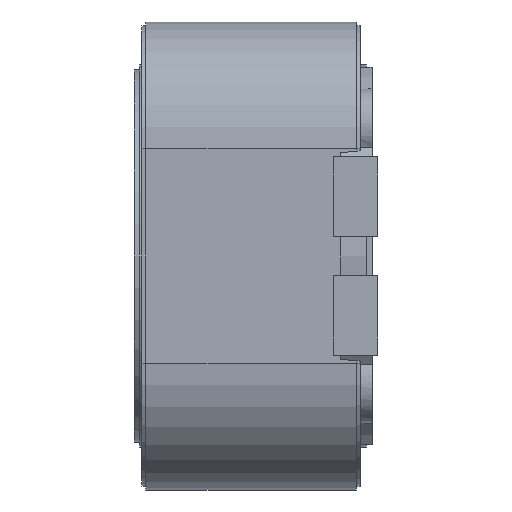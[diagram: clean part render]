
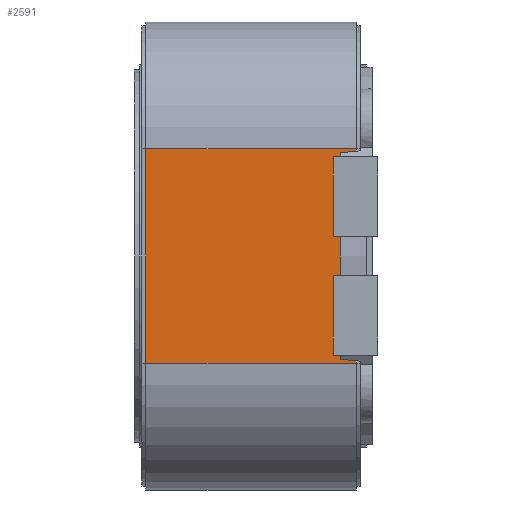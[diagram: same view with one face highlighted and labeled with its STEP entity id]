
A CAD part, left-side view. The second image highlights one B-rep face of the part: STEP entity #2591.
In plain terms, the highlighted planar face has unit normal (-1, 0, 0).
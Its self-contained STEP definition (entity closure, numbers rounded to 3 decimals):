
#120 = VECTOR ( 'NONE', #5145, 1000. ) ;
#227 = CARTESIAN_POINT ( 'NONE',  ( -6., 0.1, 2.689 ) ) ;
#251 = DIRECTION ( 'NONE',  ( 0., 0., 1. ) ) ;
#278 = CARTESIAN_POINT ( 'NONE',  ( -6., 5.6, 2.75 ) ) ;
#366 = VERTEX_POINT ( 'NONE', #5967 ) ;
#413 = CARTESIAN_POINT ( 'NONE',  ( -6., 0.1, -2.75 ) ) ;
#554 = CARTESIAN_POINT ( 'NONE',  ( -6., 0.5, -2.65 ) ) ;
#580 = CARTESIAN_POINT ( 'NONE',  ( -6., 0.5, -2.65 ) ) ;
#619 = ORIENTED_EDGE ( 'NONE', *, *, #5156, .T. ) ;
#760 = VERTEX_POINT ( 'NONE', #413 ) ;
#785 = CARTESIAN_POINT ( 'NONE',  ( -6., 5.6, -2.75 ) ) ;
#870 = CARTESIAN_POINT ( 'NONE',  ( -6., 0.1, 2.75 ) ) ;
#879 = CARTESIAN_POINT ( 'NONE',  ( -6., 0.1, 2.75 ) ) ;
#1007 = ORIENTED_EDGE ( 'NONE', *, *, #4748, .T. ) ;
#1087 = EDGE_LOOP ( 'NONE', ( #619, #5322, #3693, #5748, #2916, #1007, #6207, #3904 ) ) ;
#1178 = VERTEX_POINT ( 'NONE', #6264 ) ;
#1221 = CARTESIAN_POINT ( 'NONE',  ( -6., 0.1, -2.689 ) ) ;
#1281 = DIRECTION ( 'NONE',  ( 0., -1., 0. ) ) ;
#1363 = DIRECTION ( 'NONE',  ( 0., 0., -1. ) ) ;
#1537 = LINE ( 'NONE', #879, #5403 ) ;
#1943 = FACE_OUTER_BOUND ( 'NONE', #1087, .T. ) ;
#2084 = EDGE_CURVE ( 'NONE', #3541, #6047, #2738, .T. ) ;
#2190 = AXIS2_PLACEMENT_3D ( 'NONE', #2763, #3270, #251 ) ;
#2578 = VECTOR ( 'NONE', #2679, 1000. ) ;
#2591 = ADVANCED_FACE ( 'NONE', ( #1943 ), #6306, .T. ) ;
#2679 = DIRECTION ( 'NONE',  ( 0., -0.995, 0.096 ) ) ;
#2738 = LINE ( 'NONE', #5705, #2578 ) ;
#2763 = CARTESIAN_POINT ( 'NONE',  ( -6., 5.6, 0. ) ) ;
#2916 = ORIENTED_EDGE ( 'NONE', *, *, #2977, .F. ) ;
#2963 = VECTOR ( 'NONE', #1281, 1000. ) ;
#2977 = EDGE_CURVE ( 'NONE', #1178, #366, #4354, .T. ) ;
#3017 = VECTOR ( 'NONE', #6496, 1000. ) ;
#3105 = VECTOR ( 'NONE', #5321, 1000. ) ;
#3151 = CARTESIAN_POINT ( 'NONE',  ( -6., 0.5, 2.65 ) ) ;
#3263 = LINE ( 'NONE', #278, #3105 ) ;
#3270 = DIRECTION ( 'NONE',  ( -1., 0., 0. ) ) ;
#3283 = LINE ( 'NONE', #5788, #5822 ) ;
#3541 = VERTEX_POINT ( 'NONE', #5585 ) ;
#3552 = EDGE_CURVE ( 'NONE', #6288, #3584, #6266, .T. ) ;
#3584 = VERTEX_POINT ( 'NONE', #580 ) ;
#3693 = ORIENTED_EDGE ( 'NONE', *, *, #4956, .F. ) ;
#3904 = ORIENTED_EDGE ( 'NONE', *, *, #3552, .T. ) ;
#4123 = LINE ( 'NONE', #3151, #120 ) ;
#4354 = LINE ( 'NONE', #5973, #3017 ) ;
#4456 = LINE ( 'NONE', #785, #2963 ) ;
#4702 = EDGE_CURVE ( 'NONE', #6288, #760, #3283, .T. ) ;
#4748 = EDGE_CURVE ( 'NONE', #1178, #760, #4456, .T. ) ;
#4912 = VECTOR ( 'NONE', #6090, 1000. ) ;
#4956 = EDGE_CURVE ( 'NONE', #5605, #6047, #1537, .T. ) ;
#5145 = DIRECTION ( 'NONE',  ( 0., 0., 1. ) ) ;
#5156 = EDGE_CURVE ( 'NONE', #3584, #3541, #4123, .T. ) ;
#5321 = DIRECTION ( 'NONE',  ( 0., -1., 0. ) ) ;
#5322 = ORIENTED_EDGE ( 'NONE', *, *, #2084, .T. ) ;
#5403 = VECTOR ( 'NONE', #1363, 1000. ) ;
#5545 = EDGE_CURVE ( 'NONE', #366, #5605, #3263, .T. ) ;
#5585 = CARTESIAN_POINT ( 'NONE',  ( -6., 0.5, 2.65 ) ) ;
#5605 = VERTEX_POINT ( 'NONE', #870 ) ;
#5705 = CARTESIAN_POINT ( 'NONE',  ( -6., 0.5, 2.65 ) ) ;
#5748 = ORIENTED_EDGE ( 'NONE', *, *, #5545, .F. ) ;
#5788 = CARTESIAN_POINT ( 'NONE',  ( -6., 0.1, 2.75 ) ) ;
#5822 = VECTOR ( 'NONE', #6293, 1000. ) ;
#5967 = CARTESIAN_POINT ( 'NONE',  ( -6., 5.5, 2.75 ) ) ;
#5973 = CARTESIAN_POINT ( 'NONE',  ( -6., 5.5, 2.75 ) ) ;
#6047 = VERTEX_POINT ( 'NONE', #227 ) ;
#6090 = DIRECTION ( 'NONE',  ( 0., 0.995, 0.096 ) ) ;
#6207 = ORIENTED_EDGE ( 'NONE', *, *, #4702, .F. ) ;
#6264 = CARTESIAN_POINT ( 'NONE',  ( -6., 5.5, -2.75 ) ) ;
#6266 = LINE ( 'NONE', #554, #4912 ) ;
#6288 = VERTEX_POINT ( 'NONE', #1221 ) ;
#6293 = DIRECTION ( 'NONE',  ( 0., 0., -1. ) ) ;
#6306 = PLANE ( 'NONE',  #2190 ) ;
#6496 = DIRECTION ( 'NONE',  ( 0., 0., 1. ) ) ;
